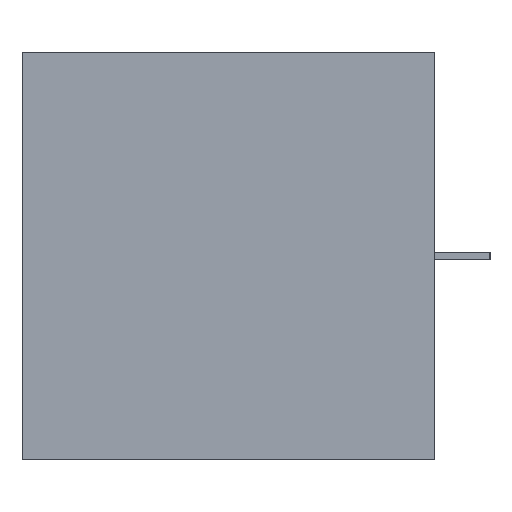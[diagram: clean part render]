
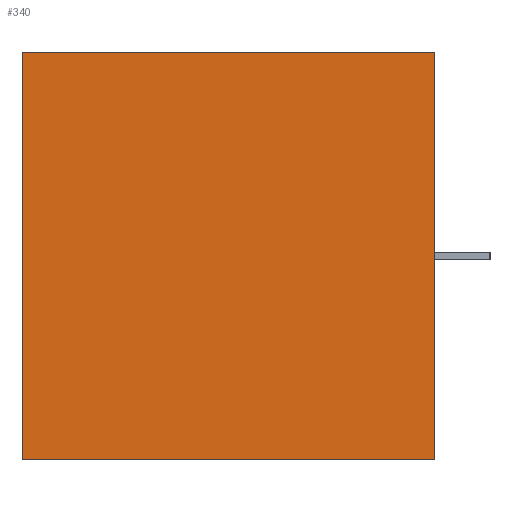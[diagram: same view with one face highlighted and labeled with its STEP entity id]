
A CAD part, left-side view. The second image highlights one B-rep face of the part: STEP entity #340.
In plain terms, the highlighted planar face has unit normal (-1, 0, 0).
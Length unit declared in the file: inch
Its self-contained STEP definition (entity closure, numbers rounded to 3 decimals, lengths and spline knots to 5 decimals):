
#13 = PLANE ( 'NONE',  #297 ) ;
#27 = EDGE_LOOP ( 'NONE', ( #99, #101, #111, #87 ) ) ;
#87 = ORIENTED_EDGE ( 'NONE', *, *, #466, .T. ) ;
#99 = ORIENTED_EDGE ( 'NONE', *, *, #271, .T. ) ;
#101 = ORIENTED_EDGE ( 'NONE', *, *, #468, .F. ) ;
#111 = ORIENTED_EDGE ( 'NONE', *, *, #469, .F. ) ;
#122 = CARTESIAN_POINT ( 'NONE',  ( -1.1825, 1.12, 0.5525 ) ) ;
#124 = DIRECTION ( 'NONE',  ( 1., 0., 0. ) ) ;
#125 = DIRECTION ( 'NONE',  ( 0., 0., -1. ) ) ;
#160 = CARTESIAN_POINT ( 'NONE',  ( -1.1825, 0., 0.5525 ) ) ;
#169 = CARTESIAN_POINT ( 'NONE',  ( -1.1825, 1.12, -0.5525 ) ) ;
#181 = CARTESIAN_POINT ( 'NONE',  ( -1.1825, 0., -0.5525 ) ) ;
#190 = CARTESIAN_POINT ( 'NONE',  ( -1.1825, 1.12, 0.5525 ) ) ;
#228 = CARTESIAN_POINT ( 'NONE',  ( -1.1825, 0., 0.5525 ) ) ;
#247 = CARTESIAN_POINT ( 'NONE',  ( -1.1825, 1.12, -0.5525 ) ) ;
#248 = DIRECTION ( 'NONE',  ( 0., -1., 0. ) ) ;
#251 = CARTESIAN_POINT ( 'NONE',  ( -1.1825, 1.12, 0.5525 ) ) ;
#252 = DIRECTION ( 'NONE',  ( 0., -1., 0. ) ) ;
#253 = CARTESIAN_POINT ( 'NONE',  ( -1.1825, 1.12, 0.5525 ) ) ;
#254 = DIRECTION ( 'NONE',  ( 0., 0., 1. ) ) ;
#271 = EDGE_CURVE ( 'NONE', #648, #630, #595, .T. ) ;
#297 = AXIS2_PLACEMENT_3D ( 'NONE', #122, #124, #125 ) ;
#326 = DIRECTION ( 'NONE',  ( 0., 0., 1. ) ) ;
#340 = ADVANCED_FACE ( 'NONE', ( #557 ), #13, .F. ) ;
#466 = EDGE_CURVE ( 'NONE', #634, #648, #527, .T. ) ;
#468 = EDGE_CURVE ( 'NONE', #658, #630, #521, .T. ) ;
#469 = EDGE_CURVE ( 'NONE', #634, #658, #519, .T. ) ;
#516 = VECTOR ( 'NONE', #254, 39.37008 ) ;
#518 = VECTOR ( 'NONE', #252, 39.37008 ) ;
#519 = LINE ( 'NONE', #253, #516 ) ;
#521 = LINE ( 'NONE', #251, #518 ) ;
#522 = VECTOR ( 'NONE', #248, 39.37008 ) ;
#527 = LINE ( 'NONE', #247, #522 ) ;
#557 = FACE_OUTER_BOUND ( 'NONE', #27, .T. ) ;
#591 = VECTOR ( 'NONE', #326, 39.37008 ) ;
#595 = LINE ( 'NONE', #228, #591 ) ;
#630 = VERTEX_POINT ( 'NONE', #160 ) ;
#634 = VERTEX_POINT ( 'NONE', #169 ) ;
#648 = VERTEX_POINT ( 'NONE', #181 ) ;
#658 = VERTEX_POINT ( 'NONE', #190 ) ;
